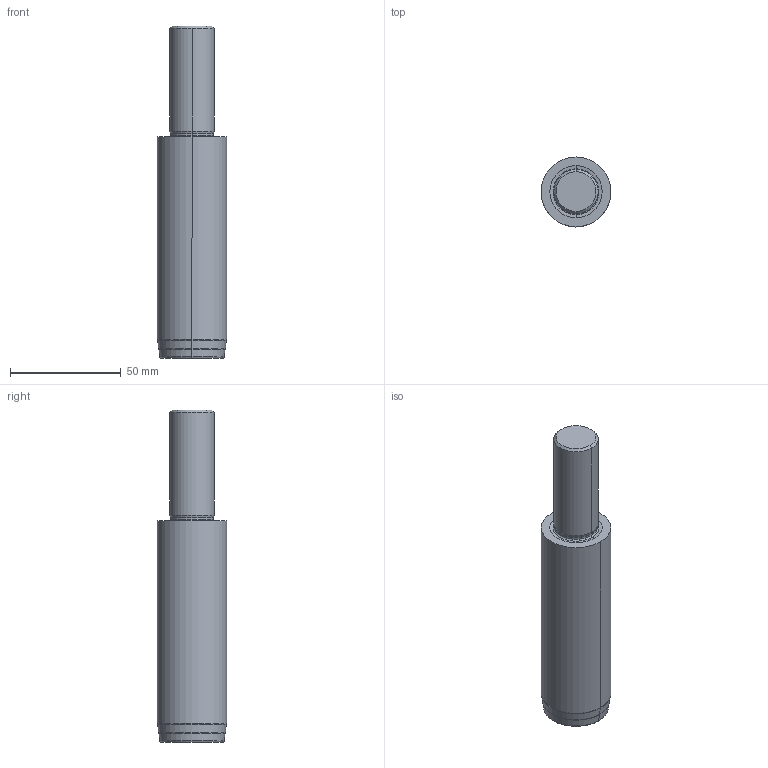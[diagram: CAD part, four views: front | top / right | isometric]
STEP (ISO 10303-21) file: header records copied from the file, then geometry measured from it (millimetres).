
FILE_DESCRIPTION((''),'2;1');
FILE_NAME('30527337','2016-04-20T',('BahnemannR'),(''),'PRO/ENGINEER BY PARAMETRIC TECHNOLOGY CORPORATION, 2011220','PRO/ENGINEER BY PARAMETRIC TECHNOLOGY CORPORATION, 2011220','');
FILE_SCHEMA(('AUTOMOTIVE_DESIGN_CC2 { 1 2 10303 214 -1 1 5 2 }'));
Length unit declared in the file: millimetre
Products named in the file (1): 30527337
Bounding box: 31.5 x 31.5 x 150 mm (x, y, z)
Volume: 76934 mm3; surface area: 17616.4 mm2
Topology: 1 solids, 1 shells, 36 faces, 138 edges, 114 vertices
Faces by surface type: torus 12, cone 10, cylinder 8, plane 6
Entity records: 1877 total; most frequent: DIRECTION 288, CARTESIAN_POINT 217, PRESENTATION_STYLE_ASSIGNMENT 148, STYLED_ITEM 148, CURVE_STYLE 144, ORIENTED_EDGE 140, AXIS2_PLACEMENT_3D 111, CIRCLE 72
